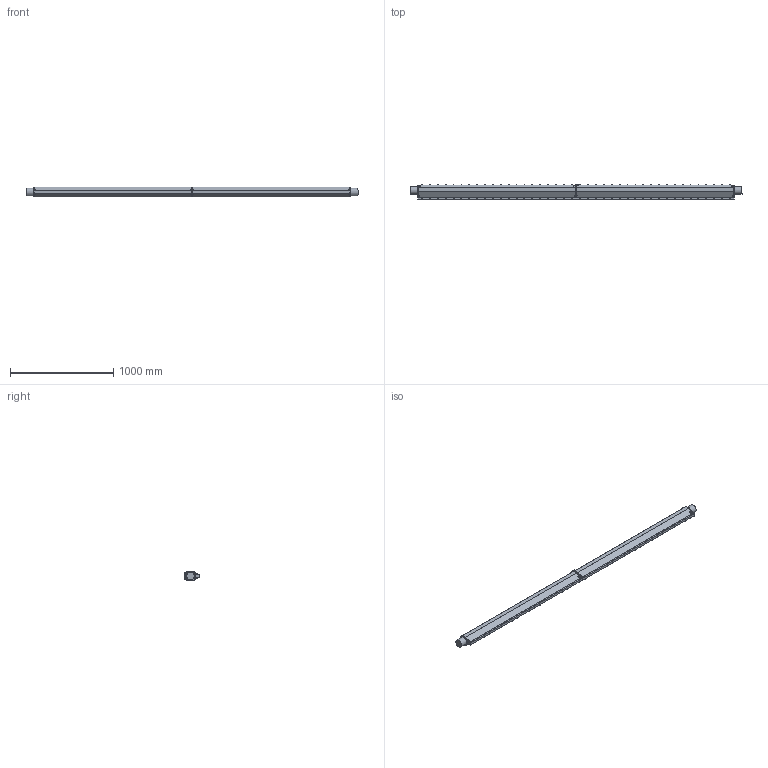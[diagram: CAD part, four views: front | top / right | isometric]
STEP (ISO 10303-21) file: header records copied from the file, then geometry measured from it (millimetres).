
FILE_DESCRIPTION(/* description */ (''),/* implementation_level */ '2;1');
FILE_NAME(/* name */ 'MAP2xxxxxx120 DUMMY.stp',/* time_stamp */ '2018-02-06T15:08:30-05:00',/* author */ ('James'),/* organization */ (''),/* preprocessor_version */ 'ST-DEVELOPER v16.5',/* originating_system */ 'Autodesk Inventor 2017',/* authorisation */ '');
FILE_SCHEMA (('AUTOMOTIVE_DESIGN { 1 0 10303 214 3 1 1 }'));
Products named in the file (1): MAP2xxxxxx120 DUMMY
Bounding box: 3212.49 x 139.71 x 96.55 mm (x, y, z)
Volume: 26253122 mm3; surface area: 1221470.3 mm2
Topology: 1 solids, 1 shells, 2335 faces, 5239 edges, 3312 vertices
Faces by surface type: plane 980, cone 770, cylinder 372, bspline 107, sphere 66, torus 40
Full cylindrical faces by diameter (mm): 5.791 x2, 8.5 x4, 9 x80, 9.5 x26, 10.5 x40, 11 x66, 76.2 x2
Entity records: 177575 total; most frequent: CARTESIAN_POINT 131091, ORIENTED_EDGE 9482, DIRECTION 8925, EDGE_CURVE 4741, AXIS2_PLACEMENT_3D 3852, VERTEX_POINT 3120, EDGE_LOOP 3059, FACE_OUTER_BOUND 2335
